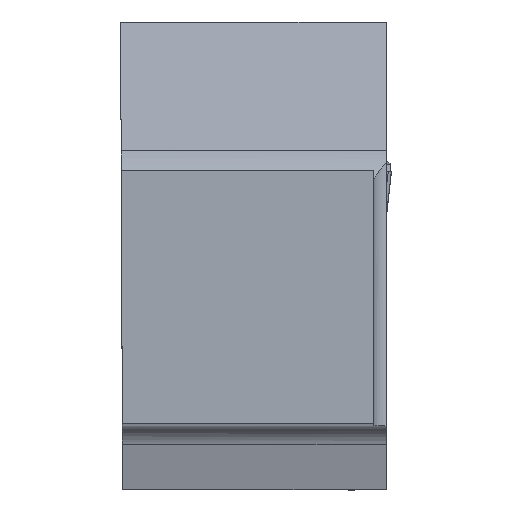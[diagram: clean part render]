
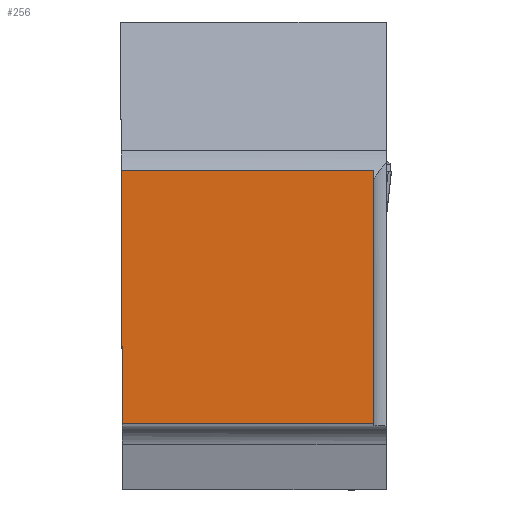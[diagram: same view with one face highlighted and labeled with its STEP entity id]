
A CAD part, top view. The second image highlights one B-rep face of the part: STEP entity #256.
In plain terms, the highlighted planar face has unit normal (0, 0, 1).
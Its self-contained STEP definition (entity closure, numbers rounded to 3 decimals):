
#256=ADVANCED_FACE('CU_BACK_SU1',(#402),#351,.F.);
#351=PLANE('',#1903);
#402=FACE_OUTER_BOUND('',#501,.T.);
#501=EDGE_LOOP('',(#728,#729,#730,#731));
#728=ORIENTED_EDGE('',*,*,#1366,.T.);
#729=ORIENTED_EDGE('',*,*,#1367,.F.);
#730=ORIENTED_EDGE('',*,*,#1347,.T.);
#731=ORIENTED_EDGE('',*,*,#1341,.T.);
#1173=VERTEX_POINT('',#2483);
#1174=VERTEX_POINT('',#2485);
#1178=VERTEX_POINT('',#2496);
#1186=VERTEX_POINT('',#2555);
#1341=EDGE_CURVE('',#1174,#1173,#1591,.T.);
#1347=EDGE_CURVE('',#1178,#1174,#1596,.T.);
#1366=EDGE_CURVE('',#1173,#1186,#1609,.T.);
#1367=EDGE_CURVE('',#1178,#1186,#1610,.T.);
#1591=LINE('',#2484,#1727);
#1596=LINE('',#2495,#1732);
#1609=LINE('',#2554,#1745);
#1610=LINE('',#2556,#1746);
#1727=VECTOR('',#2071,1.);
#1732=VECTOR('',#2080,1.);
#1745=VECTOR('',#2121,1.);
#1746=VECTOR('',#2122,1.);
#1903=AXIS2_PLACEMENT_3D('',#2557,#2123,#2124);
#2071=DIRECTION('',(0.004,-1.,0.));
#2080=DIRECTION('',(-1.,0.,0.));
#2121=DIRECTION('',(1.,0.,0.));
#2122=DIRECTION('',(0.,-1.,0.));
#2123=DIRECTION('',(0.,0.,-1.));
#2124=DIRECTION('',(0.,-1.,0.));
#2483=CARTESIAN_POINT('',(0.069,0.,0.));
#2484=CARTESIAN_POINT('',(-0.088,35.974,0.));
#2485=CARTESIAN_POINT('',(0.,15.875,0.));
#2495=CARTESIAN_POINT('',(-22.794,15.875,0.));
#2496=CARTESIAN_POINT('',(15.875,15.875,0.));
#2554=CARTESIAN_POINT('',(-22.794,0.,0.));
#2555=CARTESIAN_POINT('',(15.875,0.,0.));
#2556=CARTESIAN_POINT('',(15.875,35.875,0.));
#2557=CARTESIAN_POINT('',(-22.794,35.875,0.));
